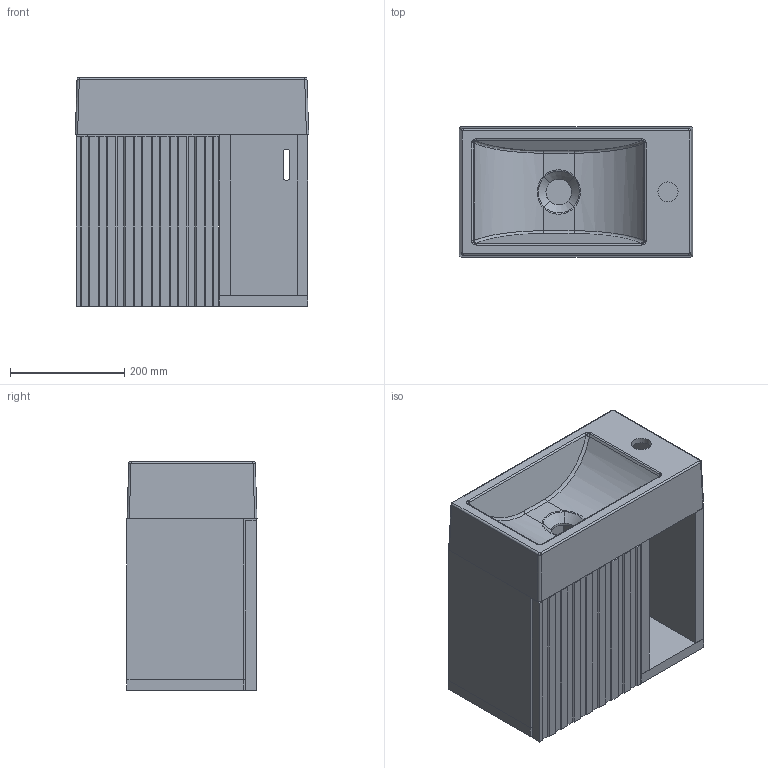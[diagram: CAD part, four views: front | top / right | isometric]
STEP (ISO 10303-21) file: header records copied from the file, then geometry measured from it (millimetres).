
FILE_DESCRIPTION(/* description */ (''),/* implementation_level */ '2;1');
FILE_NAME(/* name */ 'faro+тумба.stp',/* time_stamp */ '2025-08-19T16:32:25+03:00',/* author */ ('ya'),/* organization */ (''),/* preprocessor_version */ 'ST-DEVELOPER v18.1',/* originating_system */ 'Autodesk Inventor 2022',/* authorisation */ '');
FILE_SCHEMA (('AUTOMOTIVE_DESIGN { 1 0 10303 214 3 1 1 }'));
Length unit declared in the file: millimetre
Products named in the file (3): faro; Faro_1; FAROn
Assembly tree (2 placements, depth 2):
  faro
    Faro_1
    FAROn
Bounding box: 407.89 x 227.17 x 400 mm (x, y, z)
Volume: 9853279.2 mm3; surface area: 1385951.3 mm2
Topology: 7 solids, 7 shells, 211 faces, 520 edges, 318 vertices
Faces by surface type: plane 98, bspline 62, cylinder 43, torus 4, cone 4
Full cylindrical faces by diameter (mm): 35 x1, 45 x1
Entity records: 14045 total; most frequent: CARTESIAN_POINT 9335, ORIENTED_EDGE 1028, DIRECTION 842, EDGE_CURVE 514, VERTEX_POINT 318, LINE 284, VECTOR 284, AXIS2_PLACEMENT_3D 279
